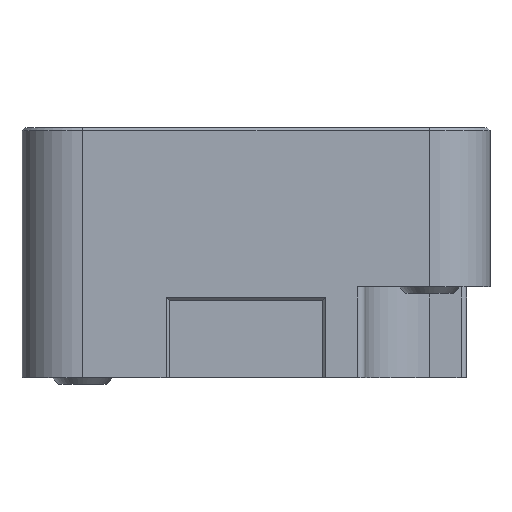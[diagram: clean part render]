
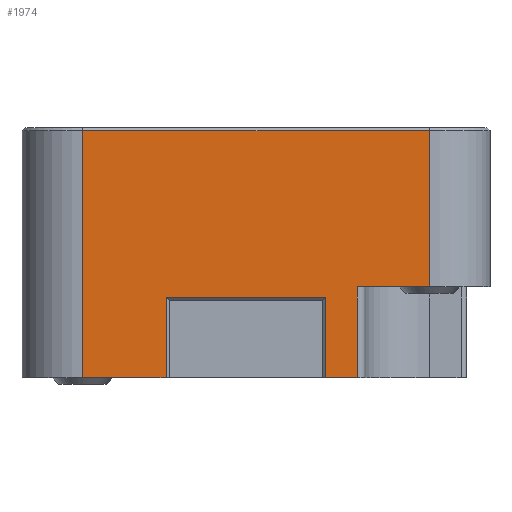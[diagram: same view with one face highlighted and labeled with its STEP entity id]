
A CAD part, left-side view. The second image highlights one B-rep face of the part: STEP entity #1974.
In plain terms, the highlighted planar face has unit normal (-1, 0, 0).
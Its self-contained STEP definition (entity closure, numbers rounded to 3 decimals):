
#1044 = VERTEX_POINT('',#1045);
#1045 = CARTESIAN_POINT('',(-29.74,-24.24,49.6));
#1093 = EDGE_CURVE('',#1044,#1094,#1096,.T.);
#1094 = VERTEX_POINT('',#1095);
#1095 = CARTESIAN_POINT('',(-29.74,21.5,49.6));
#1096 = LINE('',#1097,#1098);
#1097 = CARTESIAN_POINT('',(-29.74,-24.24,49.6));
#1098 = VECTOR('',#1099,1.);
#1099 = DIRECTION('',(0.,1.,0.));
#1928 = EDGE_CURVE('',#1929,#1044,#1931,.T.);
#1929 = VERTEX_POINT('',#1930);
#1930 = CARTESIAN_POINT('',(-29.74,-24.24,29.));
#1931 = LINE('',#1932,#1933);
#1932 = CARTESIAN_POINT('',(-29.74,-24.24,17.));
#1933 = VECTOR('',#1934,1.);
#1934 = DIRECTION('',(0.,0.,1.));
#1974 = ADVANCED_FACE('',(#1975),#2041,.T.);
#1975 = FACE_BOUND('',#1976,.F.);
#1976 = EDGE_LOOP('',(#1977,#1987,#1993,#1994,#1995,#2003,#2011,#2019,
    #2027,#2035));
#1977 = ORIENTED_EDGE('',*,*,#1978,.T.);
#1978 = EDGE_CURVE('',#1979,#1981,#1983,.T.);
#1979 = VERTEX_POINT('',#1980);
#1980 = CARTESIAN_POINT('',(-29.74,10.5,17.));
#1981 = VERTEX_POINT('',#1982);
#1982 = CARTESIAN_POINT('',(-29.74,21.5,17.));
#1983 = LINE('',#1984,#1985);
#1984 = CARTESIAN_POINT('',(-29.74,10.,17.));
#1985 = VECTOR('',#1986,1.);
#1986 = DIRECTION('',(0.,1.,0.));
#1987 = ORIENTED_EDGE('',*,*,#1988,.F.);
#1988 = EDGE_CURVE('',#1094,#1981,#1989,.T.);
#1989 = LINE('',#1990,#1991);
#1990 = CARTESIAN_POINT('',(-29.74,21.5,49.6));
#1991 = VECTOR('',#1992,1.);
#1992 = DIRECTION('',(0.,0.,-1.));
#1993 = ORIENTED_EDGE('',*,*,#1093,.F.);
#1994 = ORIENTED_EDGE('',*,*,#1928,.F.);
#1995 = ORIENTED_EDGE('',*,*,#1996,.F.);
#1996 = EDGE_CURVE('',#1997,#1929,#1999,.T.);
#1997 = VERTEX_POINT('',#1998);
#1998 = CARTESIAN_POINT('',(-29.74,-14.74,29.));
#1999 = LINE('',#2000,#2001);
#2000 = CARTESIAN_POINT('',(-29.74,-14.74,29.));
#2001 = VECTOR('',#2002,1.);
#2002 = DIRECTION('',(0.,-1.,0.));
#2003 = ORIENTED_EDGE('',*,*,#2004,.T.);
#2004 = EDGE_CURVE('',#1997,#2005,#2007,.T.);
#2005 = VERTEX_POINT('',#2006);
#2006 = CARTESIAN_POINT('',(-29.74,-14.74,17.));
#2007 = LINE('',#2008,#2009);
#2008 = CARTESIAN_POINT('',(-29.74,-14.74,29.));
#2009 = VECTOR('',#2010,1.);
#2010 = DIRECTION('',(0.,0.,-1.));
#2011 = ORIENTED_EDGE('',*,*,#2012,.T.);
#2012 = EDGE_CURVE('',#2005,#2013,#2015,.T.);
#2013 = VERTEX_POINT('',#2014);
#2014 = CARTESIAN_POINT('',(-29.74,-10.5,17.));
#2015 = LINE('',#2016,#2017);
#2016 = CARTESIAN_POINT('',(-29.74,-14.74,17.));
#2017 = VECTOR('',#2018,1.);
#2018 = DIRECTION('',(0.,1.,0.));
#2019 = ORIENTED_EDGE('',*,*,#2020,.T.);
#2020 = EDGE_CURVE('',#2013,#2021,#2023,.T.);
#2021 = VERTEX_POINT('',#2022);
#2022 = CARTESIAN_POINT('',(-29.74,-10.5,27.6));
#2023 = LINE('',#2024,#2025);
#2024 = CARTESIAN_POINT('',(-29.74,-10.5,17.));
#2025 = VECTOR('',#2026,1.);
#2026 = DIRECTION('',(0.,0.,1.));
#2027 = ORIENTED_EDGE('',*,*,#2028,.F.);
#2028 = EDGE_CURVE('',#2029,#2021,#2031,.T.);
#2029 = VERTEX_POINT('',#2030);
#2030 = CARTESIAN_POINT('',(-29.74,10.5,27.6));
#2031 = LINE('',#2032,#2033);
#2032 = CARTESIAN_POINT('',(-29.74,10.1,27.6));
#2033 = VECTOR('',#2034,1.);
#2034 = DIRECTION('',(0.,-1.,0.));
#2035 = ORIENTED_EDGE('',*,*,#2036,.F.);
#2036 = EDGE_CURVE('',#1979,#2029,#2037,.T.);
#2037 = LINE('',#2038,#2039);
#2038 = CARTESIAN_POINT('',(-29.74,10.5,17.));
#2039 = VECTOR('',#2040,1.);
#2040 = DIRECTION('',(0.,0.,1.));
#2041 = PLANE('',#2042);
#2042 = AXIS2_PLACEMENT_3D('',#2043,#2044,#2045);
#2043 = CARTESIAN_POINT('',(-29.74,29.5,17.));
#2044 = DIRECTION('',(-1.,-0.,-0.));
#2045 = DIRECTION('',(0.,1.,0.));
